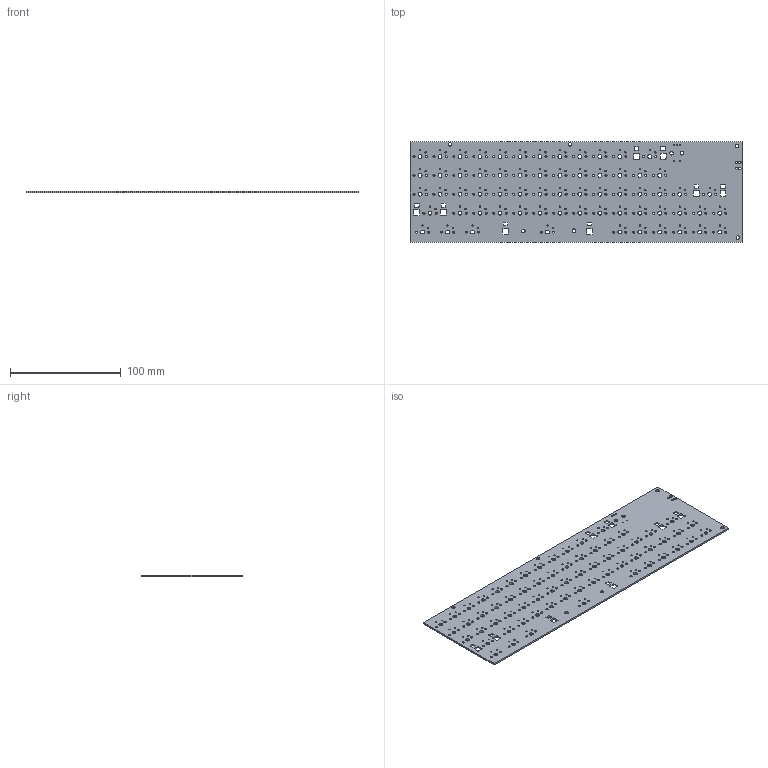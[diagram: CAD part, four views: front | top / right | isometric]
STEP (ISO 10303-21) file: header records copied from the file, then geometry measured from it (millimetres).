
FILE_DESCRIPTION(('KiCad electronic assembly'),'2;1');
FILE_NAME('Centauri.step','2025-08-06T18:02:05',('Pcbnew'),('Kicad'), 'Open CASCADE STEP processor 7.6','KiCad to STEP converter','Unknown' );
FILE_SCHEMA(('AUTOMOTIVE_DESIGN { 1 0 10303 214 1 1 1 1 }'));
Length unit declared in the file: millimetre
Products named in the file (2): Centauri 1; Centauri_PCB
Assembly tree (1 placements, depth 2):
  Centauri 1
    Centauri_PCB
Bounding box: 299.2 x 90.4 x 1.51 mm (x, y, z)
Volume: 38507.7 mm3; surface area: 55760.4 mm2
Topology: 1 solids, 1 shells, 476 faces, 1422 edges, 948 vertices
Faces by surface type: cylinder 406, plane 70
Full cylindrical faces by diameter (mm): 1 x5, 1.2 x130, 1.85 x2, 1.9 x130, 2.2 x2, 3.16 x2, 3.2 x6, 3.45 x65
Entity records: 17947 total; most frequent: DIRECTION 3190, CARTESIAN_POINT 2848, ORIENTED_EDGE 2844, EDGE_CURVE 1422, AXIS2_PLACEMENT_3D 1290, FACE_BOUND 1192, EDGE_LOOP 1192, VERTEX_POINT 948
